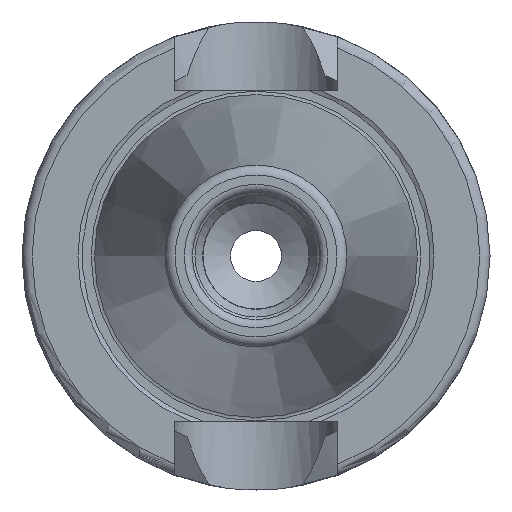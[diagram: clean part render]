
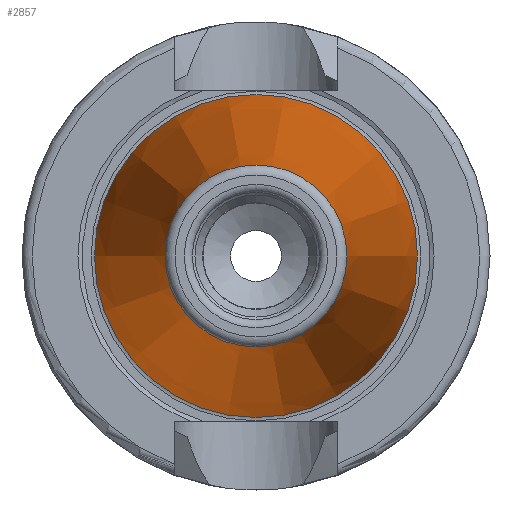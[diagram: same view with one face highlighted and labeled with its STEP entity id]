
A CAD part, left-side view. The second image highlights one B-rep face of the part: STEP entity #2857.
In plain terms, the highlighted conical face has half-angle 8.297 degrees and reference radius 12.408 mm.
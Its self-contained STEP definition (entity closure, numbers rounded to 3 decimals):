
#2823=CARTESIAN_POINT('',(-47.544,8.941,0.0));
#2824=VERTEX_POINT('',#2823);
#2825=CARTESIAN_POINT('',(-47.544,0.0,0.0));
#2826=DIRECTION('',(1.0,0.0,0.0));
#2827=DIRECTION('',(0.0,1.0,0.0));
#2828=AXIS2_PLACEMENT_3D('',#2825,#2826,#2827);
#2829=CIRCLE('',#2828,8.941);
#2830=EDGE_CURVE('',#2824,#2824,#2829,.T.);
#2838=CARTESIAN_POINT('',(-23.772,0.0,0.0));
#2839=DIRECTION('',(1.0,0.0,0.0));
#2840=DIRECTION('',(0.0,1.0,0.0));
#2841=AXIS2_PLACEMENT_3D('',#2838,#2839,#2840);
#2842=CONICAL_SURFACE('',#2841,12.408,8.297);
#2843=CARTESIAN_POINT('',(0.0,15.875,0.0));
#2844=VERTEX_POINT('',#2843);
#2845=CARTESIAN_POINT('',(0.0,0.0,0.0));
#2846=DIRECTION('',(1.0,0.0,0.0));
#2847=DIRECTION('',(0.0,1.0,0.0));
#2848=AXIS2_PLACEMENT_3D('',#2845,#2846,#2847);
#2849=CIRCLE('',#2848,15.875);
#2850=EDGE_CURVE('',#2844,#2844,#2849,.T.);
#2851=ORIENTED_EDGE('',*,*,#2850,.F.);
#2852=EDGE_LOOP('',(#2851));
#2853=FACE_OUTER_BOUND('',#2852,.T.);
#2854=ORIENTED_EDGE('',*,*,#2830,.T.);
#2855=EDGE_LOOP('',(#2854));
#2856=FACE_BOUND('',#2855,.T.);
#2857=ADVANCED_FACE('',(#2853,#2856),#2842,.T.);
